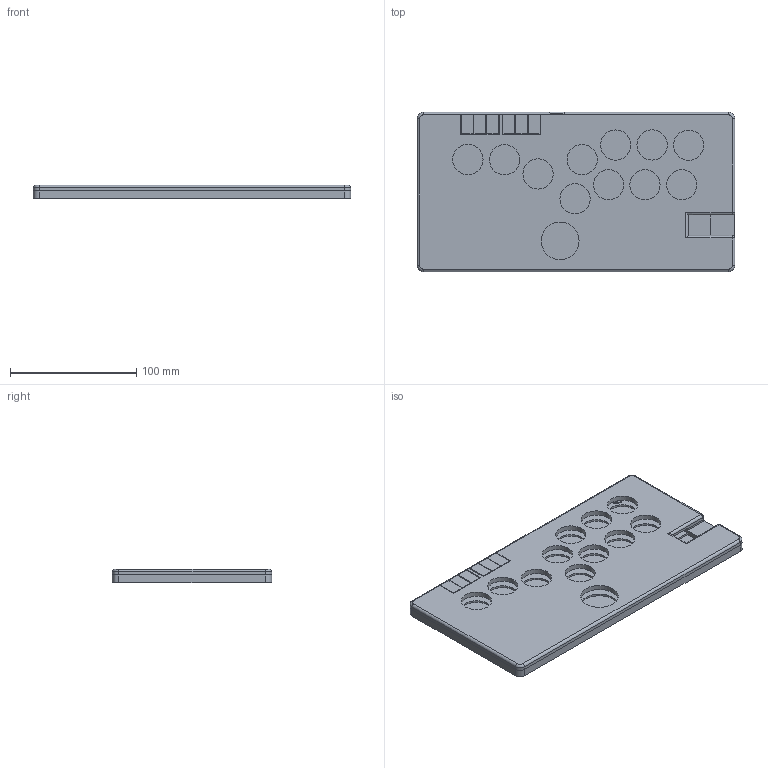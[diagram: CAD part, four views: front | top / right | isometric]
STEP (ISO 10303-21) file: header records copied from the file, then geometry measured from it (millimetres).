
FILE_DESCRIPTION(/* description */ (''),/* implementation_level */ '2;1');
FILE_NAME(/* name */ 'Flatbox 5SP.step',/* time_stamp */ '2024-07-04T01:05:22+02:00',/* author */ (''),/* organization */ (''),/* preprocessor_version */ 'ST-DEVELOPER v20',/* originating_system */ 'Autodesk Translation Framework v13.14.0.145',/* authorisation */ '');
FILE_SCHEMA (('AUTOMOTIVE_DESIGN { 1 0 10303 214 3 1 1 }'));
Length unit declared in the file: millimetre
Products named in the file (3): Flatbox 5SP; Bottom; Top
Assembly tree (2 placements, depth 2):
  Flatbox 5SP
    Bottom
    Top
Bounding box: 252 x 126.4 x 10.8 mm (x, y, z)
Volume: 190050.2 mm3; surface area: 132862.7 mm2
Topology: 2 solids, 2 shells, 234 faces, 540 edges, 351 vertices
Faces by surface type: plane 134, cylinder 87, cone 7, torus 4, sphere 2
Full cylindrical faces by diameter (mm): 2.8 x7, 3.3 x7, 6 x7, 10 x14, 24 x22, 30 x2
Entity records: 6809 total; most frequent: DIRECTION 1203, CARTESIAN_POINT 1130, ORIENTED_EDGE 1080, EDGE_CURVE 540, AXIS2_PLACEMENT_3D 424, LINE 355, VECTOR 355, VERTEX_POINT 351
